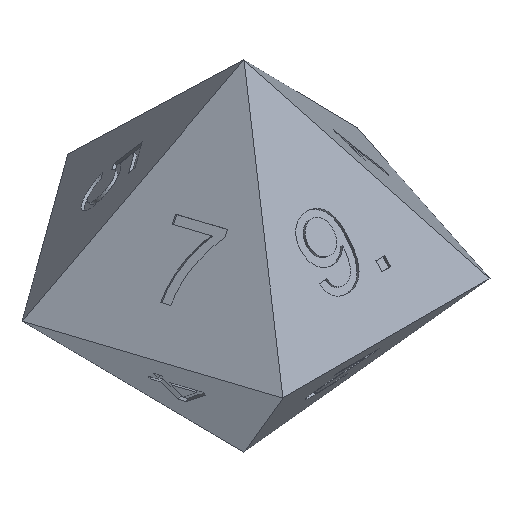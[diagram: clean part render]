
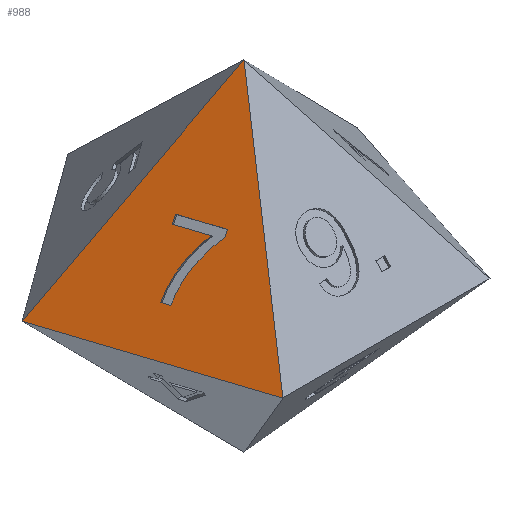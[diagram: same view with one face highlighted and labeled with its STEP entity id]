
A CAD part, isometric view. The second image highlights one B-rep face of the part: STEP entity #988.
In plain terms, the highlighted planar face has unit normal (-0.729, -0.237, 0.643).
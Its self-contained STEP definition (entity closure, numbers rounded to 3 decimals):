
#128=CARTESIAN_POINT('',(-13.143,4.271,0.));
#129=VERTEX_POINT('',#128);
#283=CARTESIAN_POINT('',(-8.123,-11.18,-0.));
#284=VERTEX_POINT('',#283);
#431=CARTESIAN_POINT('',(-13.143,4.271,0.));
#432=DIRECTION('',(0.309,-0.951,0.));
#433=VECTOR('',#432,16.246);
#434=LINE('',#431,#433);
#435=EDGE_CURVE('',#129,#284,#434,.T.);
#670=CARTESIAN_POINT('',(0.,-0.,13.324));
#671=VERTEX_POINT('',#670);
#672=CARTESIAN_POINT('',(0.,0.,13.324));
#673=DIRECTION('',(-0.685,0.222,-0.694));
#674=VECTOR('',#673,19.197);
#675=LINE('',#672,#674);
#676=EDGE_CURVE('',#671,#129,#675,.T.);
#895=CARTESIAN_POINT('',(-10.633,-3.455,0.));
#896=DIRECTION('',(-0.729,-0.237,0.643));
#897=DIRECTION('',(0.662,0.,0.75));
#898=AXIS2_PLACEMENT_3D('',#895,#896,#897);
#899=PLANE('',#898);
#900=ORIENTED_EDGE('',*,*,#435,.T.);
#901=CARTESIAN_POINT('',(0.,0.,13.324));
#902=DIRECTION('',(-0.423,-0.582,-0.694));
#903=VECTOR('',#902,19.197);
#904=LINE('',#901,#903);
#905=EDGE_CURVE('',#671,#284,#904,.T.);
#906=ORIENTED_EDGE('',*,*,#905,.F.);
#907=ORIENTED_EDGE('',*,*,#676,.T.);
#908=EDGE_LOOP('',(#900,#906,#907));
#909=FACE_BOUND('',#908,.T.);
#910=CARTESIAN_POINT('',(-7.747,-2.869,3.487));
#911=VERTEX_POINT('',#910);
#912=CARTESIAN_POINT('',(-8.66,-2.918,2.435));
#913=VERTEX_POINT('',#912);
#914=CARTESIAN_POINT('',(-7.747,-2.869,3.487));
#915=CARTESIAN_POINT('',(-8.041,-2.835,3.166));
#916=CARTESIAN_POINT('',(-8.345,-2.852,2.816));
#917=CARTESIAN_POINT('',(-8.66,-2.918,2.435));
#918=B_SPLINE_CURVE_WITH_KNOTS('',3,(#914,#915,#916,#917),.UNSPECIFIED.,.F.,.F.,(4,4),(0.739,1.),.UNSPECIFIED.);
#919=EDGE_CURVE('',#911,#913,#918,.T.);
#920=ORIENTED_EDGE('',*,*,#919,.T.);
#921=CARTESIAN_POINT('',(-8.854,-2.319,2.435));
#922=VERTEX_POINT('',#921);
#923=CARTESIAN_POINT('',(-8.66,-2.918,2.435));
#924=DIRECTION('',(-0.309,0.951,0.));
#925=VECTOR('',#924,0.631);
#926=LINE('',#923,#925);
#927=EDGE_CURVE('',#913,#922,#926,.T.);
#928=ORIENTED_EDGE('',*,*,#927,.T.);
#929=CARTESIAN_POINT('',(-5.66,-3.119,5.761));
#930=VERTEX_POINT('',#929);
#931=CARTESIAN_POINT('',(-8.854,-2.319,2.435));
#932=CARTESIAN_POINT('',(-8.612,-2.247,2.736));
#933=CARTESIAN_POINT('',(-8.298,-2.226,3.099));
#934=CARTESIAN_POINT('',(-7.912,-2.256,3.526));
#935=CARTESIAN_POINT('',(-7.526,-2.286,3.952));
#936=CARTESIAN_POINT('',(-7.132,-2.381,4.364));
#937=CARTESIAN_POINT('',(-6.731,-2.541,4.76));
#938=CARTESIAN_POINT('',(-6.33,-2.7,5.156));
#939=CARTESIAN_POINT('',(-5.973,-2.893,5.489));
#940=CARTESIAN_POINT('',(-5.66,-3.119,5.761));
#941=B_SPLINE_CURVE_WITH_KNOTS('',3,(#931,#932,#933,#934,#935,#936,#937,#938,#939,#940),.UNSPECIFIED.,.F.,.F.,(4,3,3,4),(0.,0.333,0.667,1.),.UNSPECIFIED.);
#942=EDGE_CURVE('',#922,#930,#941,.T.);
#943=ORIENTED_EDGE('',*,*,#942,.T.);
#944=CARTESIAN_POINT('',(-6.416,-0.792,5.761));
#945=VERTEX_POINT('',#944);
#946=CARTESIAN_POINT('',(-5.66,-3.119,5.761));
#947=DIRECTION('',(-0.309,0.951,0.));
#948=VECTOR('',#947,2.447);
#949=LINE('',#946,#948);
#950=EDGE_CURVE('',#930,#945,#949,.T.);
#951=ORIENTED_EDGE('',*,*,#950,.T.);
#952=CARTESIAN_POINT('',(-6.055,-0.674,6.213));
#953=VERTEX_POINT('',#952);
#954=CARTESIAN_POINT('',(-6.416,-0.792,5.761));
#955=DIRECTION('',(0.611,0.199,0.766));
#956=VECTOR('',#955,0.59);
#957=LINE('',#954,#956);
#958=EDGE_CURVE('',#945,#953,#957,.T.);
#959=ORIENTED_EDGE('',*,*,#958,.T.);
#960=CARTESIAN_POINT('',(-5.056,-3.751,6.213));
#961=VERTEX_POINT('',#960);
#962=CARTESIAN_POINT('',(-6.055,-0.674,6.213));
#963=DIRECTION('',(0.309,-0.951,0.));
#964=VECTOR('',#963,3.234);
#965=LINE('',#962,#964);
#966=EDGE_CURVE('',#953,#961,#965,.T.);
#967=ORIENTED_EDGE('',*,*,#966,.T.);
#968=CARTESIAN_POINT('',(-5.348,-3.845,5.847));
#969=VERTEX_POINT('',#968);
#970=CARTESIAN_POINT('',(-5.056,-3.751,6.213));
#971=DIRECTION('',(-0.611,-0.199,-0.766));
#972=VECTOR('',#971,0.477);
#973=LINE('',#970,#972);
#974=EDGE_CURVE('',#961,#969,#973,.T.);
#975=ORIENTED_EDGE('',*,*,#974,.T.);
#976=CARTESIAN_POINT('',(-5.348,-3.845,5.847));
#977=CARTESIAN_POINT('',(-5.653,-3.61,5.588));
#978=CARTESIAN_POINT('',(-6.025,-3.4,5.243));
#979=CARTESIAN_POINT('',(-6.465,-3.214,4.813));
#980=CARTESIAN_POINT('',(-6.905,-3.028,4.383));
#981=CARTESIAN_POINT('',(-7.332,-2.913,3.941));
#982=CARTESIAN_POINT('',(-7.747,-2.869,3.487));
#983=B_SPLINE_CURVE_WITH_KNOTS('',3,(#976,#977,#978,#979,#980,#981,#982),.UNSPECIFIED.,.F.,.F.,(4,3,4),(0.,0.37,0.739),.UNSPECIFIED.);
#984=EDGE_CURVE('',#969,#911,#983,.T.);
#985=ORIENTED_EDGE('',*,*,#984,.T.);
#986=EDGE_LOOP('',(#920,#928,#943,#951,#959,#967,#975,#985));
#987=FACE_BOUND('',#986,.T.);
#988=ADVANCED_FACE('',(#909,#987),#899,.T.);
